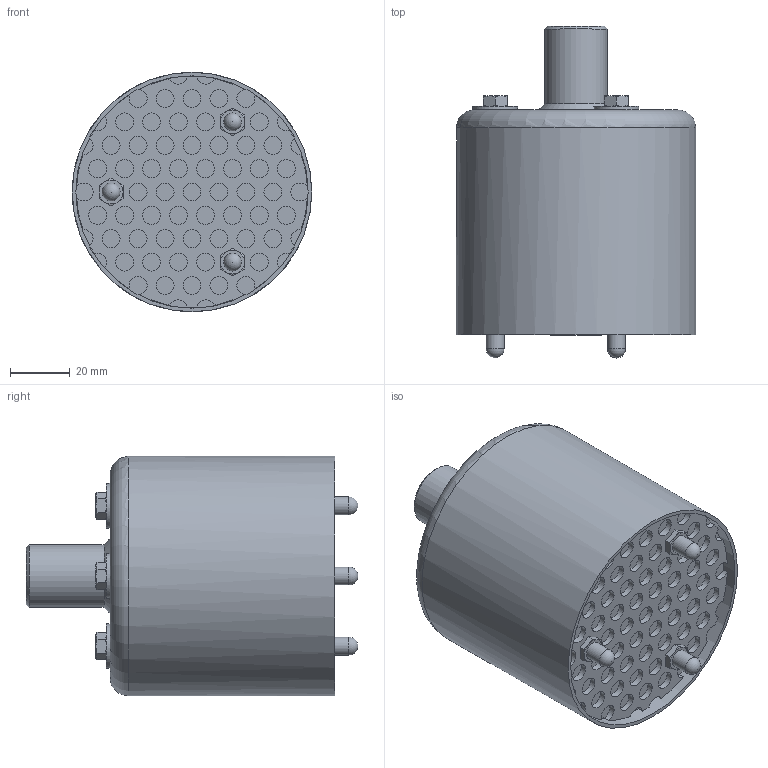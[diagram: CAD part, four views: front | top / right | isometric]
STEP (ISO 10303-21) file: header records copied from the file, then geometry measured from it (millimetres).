
FILE_DESCRIPTION(/* description */ (''),/* implementation_level */ '2;1');
FILE_NAME(/* name */ 'sdh_12.stp',/* time_stamp */ '2016-08-16T13:32:33+02:00',/* author */ ('leitheußer'),/* organization */ (''),/* preprocessor_version */ 'ST-DEVELOPER v15.6',/* originating_system */ 'Autodesk Inventor LT ',/* authorisation */ '');
FILE_SCHEMA (('AUTOMOTIVE_DESIGN { 1 0 10303 214 3 1 1 }'));
Length unit declared in the file: millimetre
Products named in the file (1): 391_106
Bounding box: 79.9 x 110.7 x 79.9 mm (x, y, z)
Volume: 366350 mm3; surface area: 35260.8 mm2
Topology: 1 solids, 4 shells, 276 faces, 558 edges, 352 vertices
Faces by surface type: plane 112, cylinder 101, cone 56, sphere 3, bspline 3, torus 1
Full cylindrical faces by diameter (mm): 4 x3, 6 x55, 15 x3, 16 x1, 20.9 x1, 77.5 x1, 79.9 x1
Entity records: 7738 total; most frequent: CARTESIAN_POINT 2260, DIRECTION 1190, ORIENTED_EDGE 954, AXIS2_PLACEMENT_3D 550, EDGE_CURVE 477, EDGE_LOOP 409, VERTEX_POINT 342, FACE_OUTER_BOUND 276
